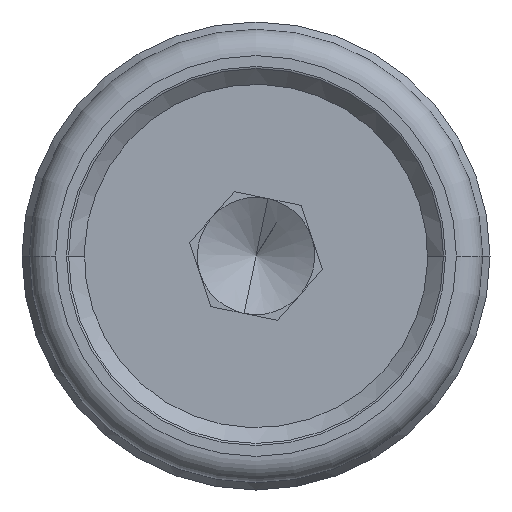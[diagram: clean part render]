
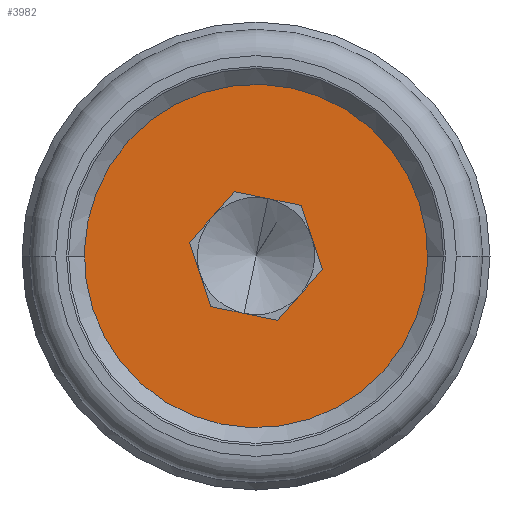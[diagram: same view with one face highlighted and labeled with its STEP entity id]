
A CAD part, front view. The second image highlights one B-rep face of the part: STEP entity #3982.
In plain terms, the highlighted face is planar.
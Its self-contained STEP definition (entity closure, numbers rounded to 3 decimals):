
#32 = PLANE ( 'NONE',  #1762 ) ;
#115 = VECTOR ( 'NONE', #2677, 1000. ) ;
#253 = CARTESIAN_POINT ( 'NONE',  ( 0., -2.317, -4.013 ) ) ;
#350 = LINE ( 'NONE', #4634, #115 ) ;
#458 = CARTESIAN_POINT ( 'NONE',  ( 0., 2.317, -4.013 ) ) ;
#490 = CARTESIAN_POINT ( 'NONE',  ( 0., 0., 0. ) ) ;
#677 = VECTOR ( 'NONE', #3350, 1000. ) ;
#727 = LINE ( 'NONE', #4925, #677 ) ;
#986 = ORIENTED_EDGE ( 'NONE', *, *, #4471, .T. ) ;
#987 = DIRECTION ( 'NONE',  ( 0., 1., 0. ) ) ;
#1235 = EDGE_CURVE ( 'NONE', #2141, #1843, #727, .T. ) ;
#1257 = DIRECTION ( 'NONE',  ( 0., 0., 1. ) ) ;
#1335 = VERTEX_POINT ( 'NONE', #4690 ) ;
#1449 = CARTESIAN_POINT ( 'NONE',  ( 0., -2.317, 4.013 ) ) ;
#1490 = VERTEX_POINT ( 'NONE', #2865 ) ;
#1499 = CARTESIAN_POINT ( 'NONE',  ( 0., -2.317, -4.013 ) ) ;
#1537 = ORIENTED_EDGE ( 'NONE', *, *, #2965, .T. ) ;
#1606 = ORIENTED_EDGE ( 'NONE', *, *, #4274, .T. ) ;
#1732 = CARTESIAN_POINT ( 'NONE',  ( 0., 2.317, -4.013 ) ) ;
#1741 = ORIENTED_EDGE ( 'NONE', *, *, #1235, .T. ) ;
#1762 = AXIS2_PLACEMENT_3D ( 'NONE', #490, #2474, #1257 ) ;
#1766 = DIRECTION ( 'NONE',  ( 0., 0.5, -0.866 ) ) ;
#1834 = DIRECTION ( 'NONE',  ( 0., 0., 1. ) ) ;
#1843 = VERTEX_POINT ( 'NONE', #2870 ) ;
#1863 = ORIENTED_EDGE ( 'NONE', *, *, #2599, .T. ) ;
#1895 = ORIENTED_EDGE ( 'NONE', *, *, #4647, .T. ) ;
#1910 = CIRCLE ( 'NONE', #3847, 11.74 ) ;
#1979 = EDGE_LOOP ( 'NONE', ( #1606, #1537, #3347, #3190, #1741, #986 ) ) ;
#2033 = CARTESIAN_POINT ( 'NONE',  ( 0., -4.633, 0. ) ) ;
#2104 = DIRECTION ( 'NONE',  ( 0., -0.5, -0.866 ) ) ;
#2141 = VERTEX_POINT ( 'NONE', #4386 ) ;
#2168 = FACE_OUTER_BOUND ( 'NONE', #4138, .T. ) ;
#2217 = LINE ( 'NONE', #1449, #3056 ) ;
#2311 = CARTESIAN_POINT ( 'NONE',  ( 0., 0., 0. ) ) ;
#2399 = VECTOR ( 'NONE', #987, 1000. ) ;
#2474 = DIRECTION ( 'NONE',  ( -1., 0., 0. ) ) ;
#2488 = LINE ( 'NONE', #2033, #3266 ) ;
#2505 = DIRECTION ( 'NONE',  ( 0., 0., 1. ) ) ;
#2599 = EDGE_CURVE ( 'NONE', #3778, #1490, #3988, .T. ) ;
#2677 = DIRECTION ( 'NONE',  ( 0., -1., 0. ) ) ;
#2865 = CARTESIAN_POINT ( 'NONE',  ( 0., 0., 11.74 ) ) ;
#2870 = CARTESIAN_POINT ( 'NONE',  ( 0., 2.317, 4.013 ) ) ;
#2928 = LINE ( 'NONE', #1499, #2399 ) ;
#2965 = EDGE_CURVE ( 'NONE', #1335, #3420, #2488, .T. ) ;
#3056 = VECTOR ( 'NONE', #2104, 1000. ) ;
#3151 = EDGE_CURVE ( 'NONE', #3403, #2141, #4759, .T. ) ;
#3190 = ORIENTED_EDGE ( 'NONE', *, *, #3151, .T. ) ;
#3266 = VECTOR ( 'NONE', #1766, 1000. ) ;
#3313 = CARTESIAN_POINT ( 'NONE',  ( 0., 0., -11.74 ) ) ;
#3347 = ORIENTED_EDGE ( 'NONE', *, *, #4313, .T. ) ;
#3350 = DIRECTION ( 'NONE',  ( 0., -0.5, 0.866 ) ) ;
#3380 = CARTESIAN_POINT ( 'NONE',  ( 0., -2.317, 4.013 ) ) ;
#3403 = VERTEX_POINT ( 'NONE', #458 ) ;
#3420 = VERTEX_POINT ( 'NONE', #253 ) ;
#3778 = VERTEX_POINT ( 'NONE', #3313 ) ;
#3842 = FACE_BOUND ( 'NONE', #1979, .T. ) ;
#3847 = AXIS2_PLACEMENT_3D ( 'NONE', #2311, #4444, #1834 ) ;
#3982 = ADVANCED_FACE ( 'NONE', ( #2168, #3842 ), #32, .T. ) ;
#3988 = CIRCLE ( 'NONE', #4133, 11.74 ) ;
#4133 = AXIS2_PLACEMENT_3D ( 'NONE', #4665, #4572, #2505 ) ;
#4138 = EDGE_LOOP ( 'NONE', ( #1895, #1863 ) ) ;
#4274 = EDGE_CURVE ( 'NONE', #4533, #1335, #2217, .T. ) ;
#4313 = EDGE_CURVE ( 'NONE', #3420, #3403, #2928, .T. ) ;
#4386 = CARTESIAN_POINT ( 'NONE',  ( 0., 4.633, 0. ) ) ;
#4444 = DIRECTION ( 'NONE',  ( -1., 0., 0. ) ) ;
#4471 = EDGE_CURVE ( 'NONE', #1843, #4533, #350, .T. ) ;
#4480 = DIRECTION ( 'NONE',  ( 0., 0.5, 0.866 ) ) ;
#4533 = VERTEX_POINT ( 'NONE', #3380 ) ;
#4572 = DIRECTION ( 'NONE',  ( -1., 0., 0. ) ) ;
#4634 = CARTESIAN_POINT ( 'NONE',  ( 0., 2.317, 4.013 ) ) ;
#4647 = EDGE_CURVE ( 'NONE', #1490, #3778, #1910, .T. ) ;
#4665 = CARTESIAN_POINT ( 'NONE',  ( 0., 0., 0. ) ) ;
#4690 = CARTESIAN_POINT ( 'NONE',  ( 0., -4.633, 0. ) ) ;
#4759 = LINE ( 'NONE', #1732, #4820 ) ;
#4820 = VECTOR ( 'NONE', #4480, 1000. ) ;
#4925 = CARTESIAN_POINT ( 'NONE',  ( 0., 4.633, 0. ) ) ;
